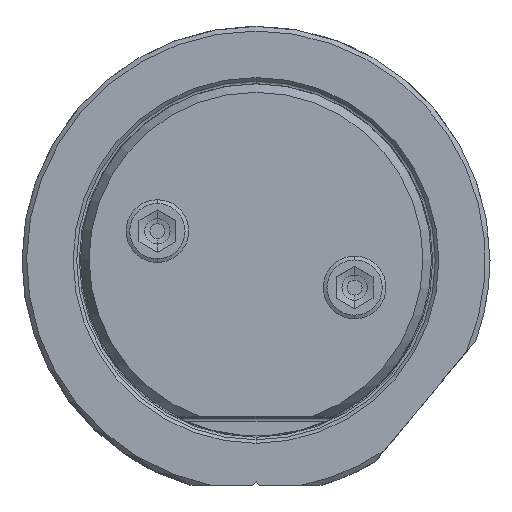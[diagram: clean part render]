
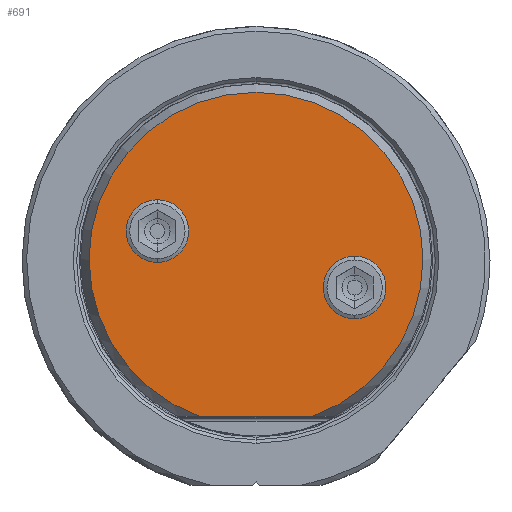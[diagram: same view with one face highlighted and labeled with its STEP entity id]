
A CAD part, top view. The second image highlights one B-rep face of the part: STEP entity #691.
In plain terms, the highlighted planar face has unit normal (0, 0, 1).
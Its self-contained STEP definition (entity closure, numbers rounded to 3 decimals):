
#220=PLANE('',#6228);
#691=ADVANCED_FACE('',(#1015,#1016,#1017),#220,.T.);
#1015=FACE_BOUND('',#1166,.T.);
#1016=FACE_BOUND('',#1167,.T.);
#1017=FACE_BOUND('',#1168,.T.);
#1166=EDGE_LOOP('',(#3170,#3171,#3172));
#1167=EDGE_LOOP('',(#3173,#3174));
#1168=EDGE_LOOP('',(#3175,#3176));
#1485=CIRCLE('',#6218,18.122);
#1486=CIRCLE('',#6219,18.122);
#1487=CIRCLE('',#6224,3.4);
#1488=CIRCLE('',#6225,3.4);
#1489=CIRCLE('',#6226,3.4);
#1490=CIRCLE('',#6227,3.4);
#1865=LINE('',#13381,#2188);
#2188=VECTOR('',#7343,1.);
#3170=ORIENTED_EDGE('',*,*,#5148,.T.);
#3171=ORIENTED_EDGE('',*,*,#5151,.T.);
#3172=ORIENTED_EDGE('',*,*,#5149,.T.);
#3173=ORIENTED_EDGE('',*,*,#5154,.T.);
#3174=ORIENTED_EDGE('',*,*,#5155,.T.);
#3175=ORIENTED_EDGE('',*,*,#5156,.T.);
#3176=ORIENTED_EDGE('',*,*,#5157,.T.);
#4440=VERTEX_POINT('',#13371);
#4441=VERTEX_POINT('',#13373);
#4442=VERTEX_POINT('',#13375);
#4443=VERTEX_POINT('',#13388);
#4444=VERTEX_POINT('',#13389);
#4445=VERTEX_POINT('',#13392);
#4446=VERTEX_POINT('',#13393);
#5148=EDGE_CURVE('',#4441,#4440,#1485,.T.);
#5149=EDGE_CURVE('',#4442,#4441,#1486,.T.);
#5151=EDGE_CURVE('',#4440,#4442,#1865,.T.);
#5154=EDGE_CURVE('',#4443,#4444,#1487,.T.);
#5155=EDGE_CURVE('',#4444,#4443,#1488,.T.);
#5156=EDGE_CURVE('',#4445,#4446,#1489,.T.);
#5157=EDGE_CURVE('',#4446,#4445,#1490,.T.);
#6218=AXIS2_PLACEMENT_3D('',#13372,#7337,#7338);
#6219=AXIS2_PLACEMENT_3D('',#13374,#7339,#7340);
#6224=AXIS2_PLACEMENT_3D('',#13387,#7352,#7353);
#6225=AXIS2_PLACEMENT_3D('',#13390,#7354,#7355);
#6226=AXIS2_PLACEMENT_3D('',#13391,#7356,#7357);
#6227=AXIS2_PLACEMENT_3D('',#13394,#7358,#7359);
#6228=AXIS2_PLACEMENT_3D('',#13395,#7360,#7361);
#7337=DIRECTION('',(0.,0.,1.));
#7338=DIRECTION('',(0.,1.,0.));
#7339=DIRECTION('',(0.,0.,1.));
#7340=DIRECTION('',(0.339,-0.941,0.));
#7343=DIRECTION('',(1.,0.,0.));
#7352=DIRECTION('',(0.,0.,-1.));
#7353=DIRECTION('',(1.,0.,0.));
#7354=DIRECTION('',(0.,0.,-1.));
#7355=DIRECTION('',(-1.,0.,0.));
#7356=DIRECTION('',(0.,0.,-1.));
#7357=DIRECTION('',(1.,0.,0.));
#7358=DIRECTION('',(0.,0.,-1.));
#7359=DIRECTION('',(-1.,0.,0.));
#7360=DIRECTION('',(0.,0.,1.));
#7361=DIRECTION('',(1.,0.,0.));
#13371=CARTESIAN_POINT('',(-6.141,-17.05,69.85));
#13372=CARTESIAN_POINT('',(0.,0.,69.85));
#13373=CARTESIAN_POINT('',(0.,18.122,69.85));
#13374=CARTESIAN_POINT('',(0.,0.,69.85));
#13375=CARTESIAN_POINT('',(6.141,-17.05,69.85));
#13381=CARTESIAN_POINT('',(-6.141,-17.05,69.85));
#13387=CARTESIAN_POINT('',(10.702,-3.063,69.85));
#13388=CARTESIAN_POINT('',(14.102,-3.063,69.85));
#13389=CARTESIAN_POINT('',(7.302,-3.063,69.85));
#13390=CARTESIAN_POINT('',(10.702,-3.063,69.85));
#13391=CARTESIAN_POINT('',(-10.702,3.063,69.85));
#13392=CARTESIAN_POINT('',(-7.302,3.063,69.85));
#13393=CARTESIAN_POINT('',(-14.102,3.063,69.85));
#13394=CARTESIAN_POINT('',(-10.702,3.063,69.85));
#13395=CARTESIAN_POINT('',(0.,0.536,69.85));
